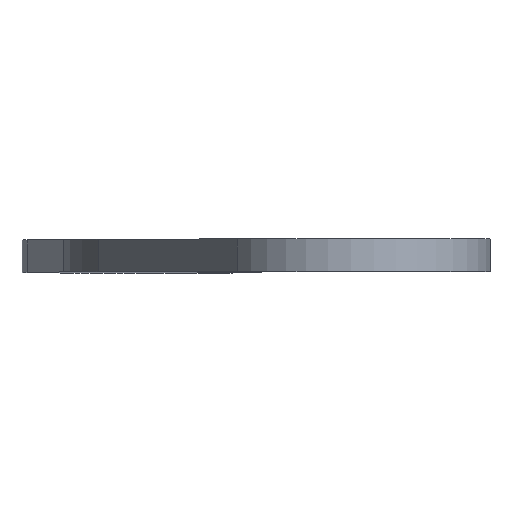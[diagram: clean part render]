
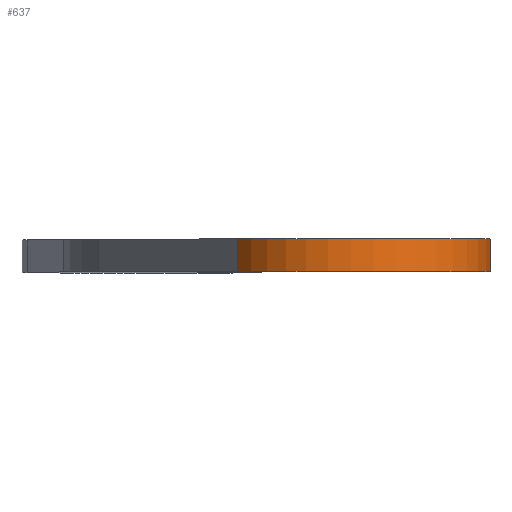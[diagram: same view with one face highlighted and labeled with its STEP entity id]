
A CAD part, top view. The second image highlights one B-rep face of the part: STEP entity #637.
In plain terms, the highlighted cylindrical face has radius 20.975 mm (diameter 41.95 mm), a partial arc.
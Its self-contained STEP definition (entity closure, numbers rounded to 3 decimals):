
#102 = ORIENTED_EDGE ( 'NONE', *, *, #720, .T. ) ;
#114 = CARTESIAN_POINT ( 'NONE',  ( 0., 0., 0. ) ) ;
#118 = ORIENTED_EDGE ( 'NONE', *, *, #438, .F. ) ;
#129 = VERTEX_POINT ( 'NONE', #511 ) ;
#134 = VECTOR ( 'NONE', #765, 1000. ) ;
#186 = EDGE_LOOP ( 'NONE', ( #333, #118, #666, #102 ) ) ;
#205 = LINE ( 'NONE', #771, #134 ) ;
#210 = AXIS2_PLACEMENT_3D ( 'NONE', #114, #263, #689 ) ;
#223 = DIRECTION ( 'NONE',  ( 0., -1., 0. ) ) ;
#252 = CYLINDRICAL_SURFACE ( 'NONE', #291, 20.975 ) ;
#259 = VECTOR ( 'NONE', #223, 1000. ) ;
#263 = DIRECTION ( 'NONE',  ( 0., 1., 0. ) ) ;
#272 = CARTESIAN_POINT ( 'NONE',  ( 12.756, 5., -16.65 ) ) ;
#291 = AXIS2_PLACEMENT_3D ( 'NONE', #545, #821, #535 ) ;
#333 = ORIENTED_EDGE ( 'NONE', *, *, #799, .T. ) ;
#349 = CARTESIAN_POINT ( 'NONE',  ( -17.977, 0., 10.806 ) ) ;
#358 = CARTESIAN_POINT ( 'NONE',  ( 12.756, 0., -16.65 ) ) ;
#366 = AXIS2_PLACEMENT_3D ( 'NONE', #555, #633, #627 ) ;
#402 = VERTEX_POINT ( 'NONE', #349 ) ;
#438 = EDGE_CURVE ( 'NONE', #810, #461, #853, .T. ) ;
#449 = CIRCLE ( 'NONE', #210, 20.975 ) ;
#461 = VERTEX_POINT ( 'NONE', #358 ) ;
#511 = CARTESIAN_POINT ( 'NONE',  ( -17.977, 5., 10.806 ) ) ;
#535 = DIRECTION ( 'NONE',  ( 0., 0., -1. ) ) ;
#545 = CARTESIAN_POINT ( 'NONE',  ( 0., 5., 0. ) ) ;
#555 = CARTESIAN_POINT ( 'NONE',  ( 0., 5., 0. ) ) ;
#627 = DIRECTION ( 'NONE',  ( 0., 0., -1. ) ) ;
#633 = DIRECTION ( 'NONE',  ( 0., 1., 0. ) ) ;
#637 = ADVANCED_FACE ( 'NONE', ( #882 ), #252, .T. ) ;
#666 = ORIENTED_EDGE ( 'NONE', *, *, #717, .F. ) ;
#689 = DIRECTION ( 'NONE',  ( 0., 0., -1. ) ) ;
#715 = CARTESIAN_POINT ( 'NONE',  ( 12.756, 5., -16.65 ) ) ;
#717 = EDGE_CURVE ( 'NONE', #129, #810, #841, .T. ) ;
#720 = EDGE_CURVE ( 'NONE', #129, #402, #205, .T. ) ;
#765 = DIRECTION ( 'NONE',  ( 0., -1., 0. ) ) ;
#771 = CARTESIAN_POINT ( 'NONE',  ( -17.977, 5., 10.806 ) ) ;
#799 = EDGE_CURVE ( 'NONE', #402, #461, #449, .T. ) ;
#810 = VERTEX_POINT ( 'NONE', #272 ) ;
#821 = DIRECTION ( 'NONE',  ( 0., -1., 0. ) ) ;
#841 = CIRCLE ( 'NONE', #366, 20.975 ) ;
#853 = LINE ( 'NONE', #715, #259 ) ;
#882 = FACE_OUTER_BOUND ( 'NONE', #186, .T. ) ;
